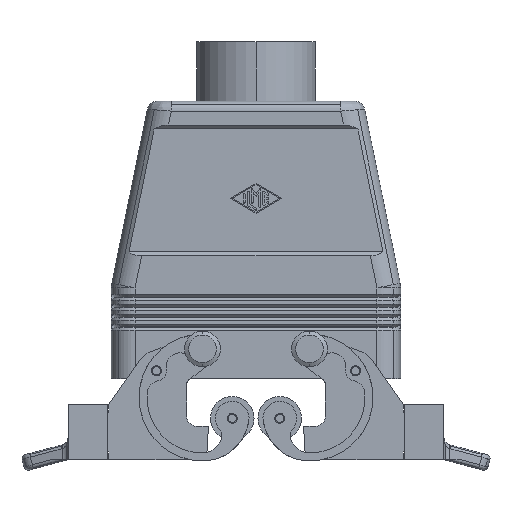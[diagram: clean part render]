
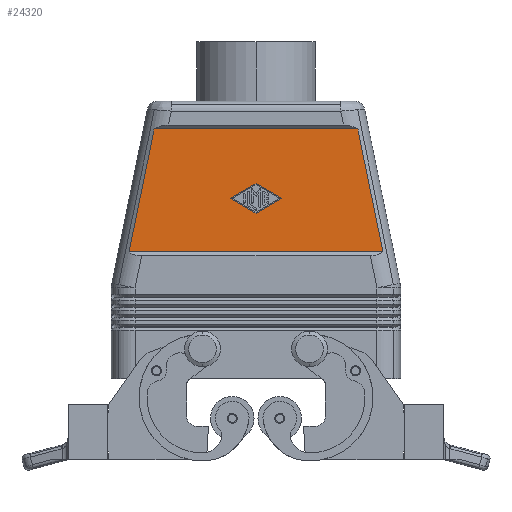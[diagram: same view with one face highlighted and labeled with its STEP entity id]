
A CAD part, front view. The second image highlights one B-rep face of the part: STEP entity #24320.
In plain terms, the highlighted planar face has unit normal (0, -1, 0).
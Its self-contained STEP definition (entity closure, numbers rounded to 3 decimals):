
#1789=CARTESIAN_POINT('',(25.691,-20.5,63.0));
#1790=VERTEX_POINT('',#1789);
#1798=CARTESIAN_POINT('',(32.025,-20.5,32.));
#1799=VERTEX_POINT('',#1798);
#1800=CARTESIAN_POINT('',(25.691,-20.5,63.0));
#1801=DIRECTION('',(0.2,0.0,-0.98));
#1802=VECTOR('',#1801,31.64);
#1803=LINE('',#1800,#1802);
#1804=EDGE_CURVE('',#1790,#1799,#1803,.T.);
#2023=CARTESIAN_POINT('',(-32.025,-20.5,32.));
#2024=VERTEX_POINT('',#2023);
#2032=CARTESIAN_POINT('',(-25.691,-20.5,63.0));
#2033=VERTEX_POINT('',#2032);
#2034=CARTESIAN_POINT('',(-32.025,-20.5,32.));
#2035=DIRECTION('',(0.2,0.0,0.98));
#2036=VECTOR('',#2035,31.64);
#2037=LINE('',#2034,#2036);
#2038=EDGE_CURVE('',#2024,#2033,#2037,.T.);
#23465=CARTESIAN_POINT('',(0.,-20.5,49.249));
#23466=VERTEX_POINT('',#23465);
#23467=CARTESIAN_POINT('',(6.5,-20.5,45.5));
#23468=VERTEX_POINT('',#23467);
#23469=CARTESIAN_POINT('',(0.,-20.5,49.249));
#23470=DIRECTION('',(0.866,0.0,-0.5));
#23471=VECTOR('',#23470,7.504);
#23472=LINE('',#23469,#23471);
#23473=EDGE_CURVE('',#23466,#23468,#23472,.T.);
#23505=CARTESIAN_POINT('',(0.,-20.5,41.751));
#23506=VERTEX_POINT('',#23505);
#23507=CARTESIAN_POINT('',(6.5,-20.5,45.5));
#23508=DIRECTION('',(-0.866,0.0,-0.5));
#23509=VECTOR('',#23508,7.504);
#23510=LINE('',#23507,#23509);
#23511=EDGE_CURVE('',#23468,#23506,#23510,.T.);
#23589=CARTESIAN_POINT('',(-6.5,-20.5,45.5));
#23590=VERTEX_POINT('',#23589);
#23591=CARTESIAN_POINT('',(0.,-20.5,41.751));
#23592=DIRECTION('',(-0.866,0.0,0.5));
#23593=VECTOR('',#23592,7.504);
#23594=LINE('',#23591,#23593);
#23595=EDGE_CURVE('',#23506,#23590,#23594,.T.);
#23620=CARTESIAN_POINT('',(-6.5,-20.5,45.5));
#23621=DIRECTION('',(0.866,0.0,0.5));
#23622=VECTOR('',#23621,7.504);
#23623=LINE('',#23620,#23622);
#23624=EDGE_CURVE('',#23590,#23466,#23623,.T.);
#24293=CARTESIAN_POINT('',(0.0,-20.5,63.0));
#24294=DIRECTION('',(0.0,1.0,0.0));
#24295=DIRECTION('',(0.0,0.0,1.0));
#24296=AXIS2_PLACEMENT_3D('',#24293,#24294,#24295);
#24297=PLANE('',#24296);
#24298=ORIENTED_EDGE('',*,*,#1804,.F.);
#24299=CARTESIAN_POINT('',(-25.691,-20.5,63.0));
#24300=DIRECTION('',(1.0,0.0,0.0));
#24301=VECTOR('',#24300,51.383);
#24302=LINE('',#24299,#24301);
#24303=EDGE_CURVE('',#2033,#1790,#24302,.T.);
#24304=ORIENTED_EDGE('',*,*,#24303,.F.);
#24305=ORIENTED_EDGE('',*,*,#2038,.F.);
#24306=CARTESIAN_POINT('',(-32.025,-20.5,32.));
#24307=DIRECTION('',(1.0,0.0,0.0));
#24308=VECTOR('',#24307,64.049);
#24309=LINE('',#24306,#24308);
#24310=EDGE_CURVE('',#2024,#1799,#24309,.T.);
#24311=ORIENTED_EDGE('',*,*,#24310,.T.);
#24312=EDGE_LOOP('',(#24298,#24304,#24305,#24311));
#24313=FACE_OUTER_BOUND('',#24312,.T.);
#24314=ORIENTED_EDGE('',*,*,#23595,.T.);
#24315=ORIENTED_EDGE('',*,*,#23624,.T.);
#24316=ORIENTED_EDGE('',*,*,#23473,.T.);
#24317=ORIENTED_EDGE('',*,*,#23511,.T.);
#24318=EDGE_LOOP('',(#24314,#24315,#24316,#24317));
#24319=FACE_BOUND('',#24318,.T.);
#24320=ADVANCED_FACE('',(#24313,#24319),#24297,.F.);
